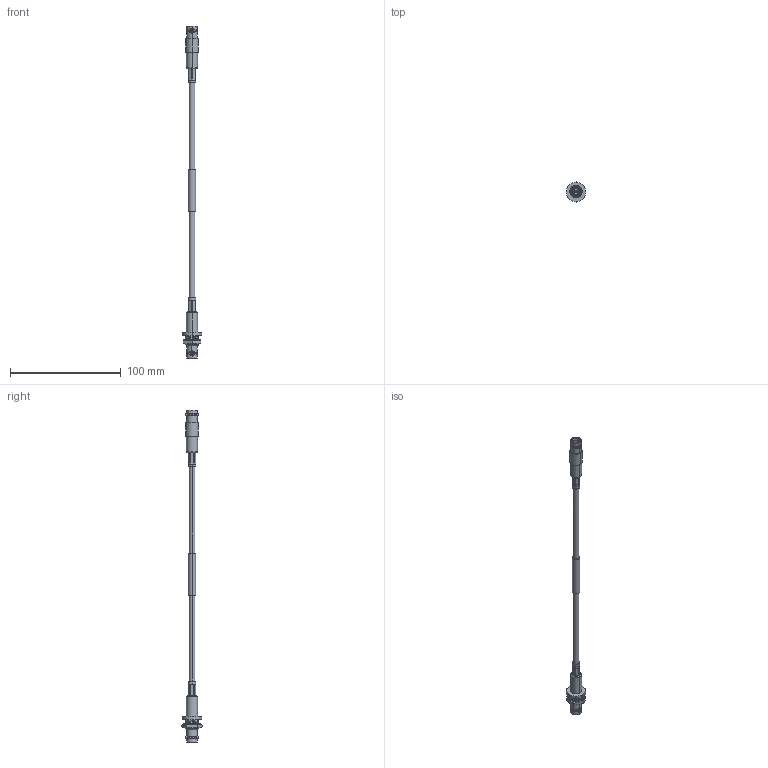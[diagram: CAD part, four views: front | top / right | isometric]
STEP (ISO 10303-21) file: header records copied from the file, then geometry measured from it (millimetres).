
FILE_DESCRIPTION (( 'STEP AP214' ), '1' );
FILE_NAME ('FMCA3162_3D.step', '2023-02-24T22:26:02', ( '' ), ( '' ), 'SwSTEP 2.0', 'SolidWorks 2022', '' );
FILE_SCHEMA (( 'AUTOMOTIVE_DESIGN' ));
Length unit declared in the file: inch
Products named in the file (15): FMCN45859; BNC8105-5.stp; RG223_U^FMCA3162_RG223; Copy of PE45852-1_CONN^FMCN45855; FMCN45855; Copy of PE45852-2_CONTACT^FMCN45855; PE45856-2_CONTACT; Copy of PE45852-3_FERRULE^FMCN45855; BNC8105-6.stp; PE45856-1_CONN; FMCA3162_3D; shv8105-0058.stp; BNC8105-7.stp; SHV8105-0058.stp; PE45859-3_FERRULE
Assembly tree (14 placements, depth 5):
  FMCA3162_3D
    RG223_U^FMCA3162_RG223
    FMCN45855
      Copy of PE45852-1_CONN^FMCN45855
      Copy of PE45852-2_CONTACT^FMCN45855
      Copy of PE45852-3_FERRULE^FMCN45855
    FMCN45859
      PE45856-1_CONN
        shv8105-0058.stp
          SHV8105-0058.stp
          BNC8105-5.stp
          BNC8105-6.stp
          BNC8105-7.stp
      PE45856-2_CONTACT
      PE45859-3_FERRULE
Bounding box: 17.5 x 18.48 x 299.1 mm (x, y, z)
Volume: 11162.8 mm3; surface area: 11867.2 mm2
Topology: 10 solids, 10 shells, 356 faces, 832 edges, 520 vertices
Faces by surface type: cylinder 160, plane 118, cone 38, sphere 24, torus 16
Entity records: 11620 total; most frequent: CARTESIAN_POINT 2490, DIRECTION 1957, ORIENTED_EDGE 1666, EDGE_CURVE 833, AXIS2_PLACEMENT_3D 801, VERTEX_POINT 521, CIRCLE 424, EDGE_LOOP 402
